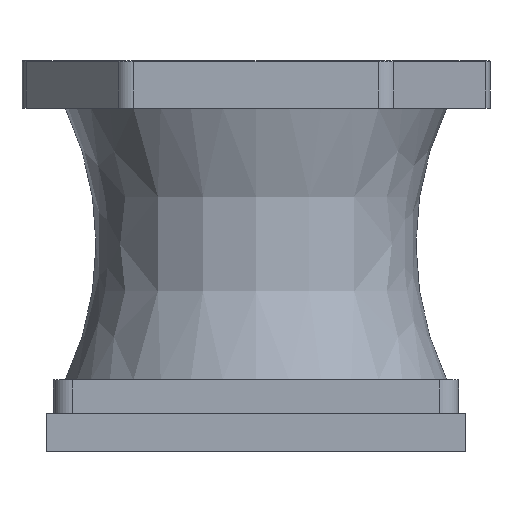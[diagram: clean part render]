
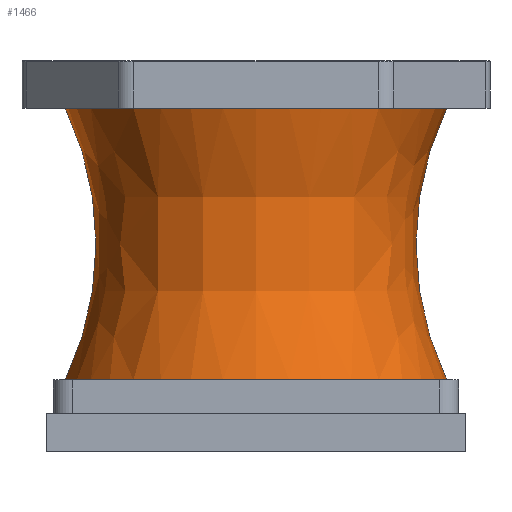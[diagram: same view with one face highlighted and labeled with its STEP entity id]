
A CAD part, front view. The second image highlights one B-rep face of the part: STEP entity #1466.
In plain terms, the highlighted free-form (B-spline) face has degree [3, 3] with [4, 4] control points.
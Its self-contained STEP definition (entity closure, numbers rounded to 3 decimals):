
#38 = AXIS2_PLACEMENT_3D ( 'NONE', #1460, #1921, #534 ) ;
#40 = AXIS2_PLACEMENT_3D ( 'NONE', #1750, #821, #505 ) ;
#54 = CARTESIAN_POINT ( 'NONE',  ( -2., -4., 3.6 ) ) ;
#60 = CARTESIAN_POINT ( 'NONE',  ( 0., 0., 0.75 ) ) ;
#64 = CARTESIAN_POINT ( 'NONE',  ( 2., -4., 0.75 ) ) ;
#73 = CARTESIAN_POINT ( 'NONE',  ( 2., -4., 3.6 ) ) ;
#137 = VERTEX_POINT ( 'NONE', #1622 ) ;
#148 = CARTESIAN_POINT ( 'NONE',  ( -2., 0., 3.6 ) ) ;
#165 = CIRCLE ( 'NONE', #38, 3.321 ) ;
#269 = EDGE_CURVE ( 'NONE', #1389, #1364, #1848, .T. ) ;
#305 = DIRECTION ( 'NONE',  ( -1., 0., 0. ) ) ;
#362 = DIRECTION ( 'NONE',  ( 1., 0., 0. ) ) ;
#373 =( BOUNDED_SURFACE ( )  B_SPLINE_SURFACE ( 3, 3, ( 
 ( #1771, #979, #64, #1449 ),
 ( #1125, #1745, #1160, #516 ),
 ( #660, #1583, #1469, #1304 ),
 ( #1277, #54, #73, #527 ) ),
 .UNSPECIFIED., .F., .F., .F. ) 
 B_SPLINE_SURFACE_WITH_KNOTS ( ( 4, 4 ),
 ( 4, 4 ),
 ( 0., 1. ),
 ( 0., 1. ),
 .UNSPECIFIED. ) 
 GEOMETRIC_REPRESENTATION_ITEM ( )  RATIONAL_B_SPLINE_SURFACE ( (
 ( 1., 0.333, 0.333, 1.),
 ( 0.936, 0.312, 0.312, 0.936),
 ( 0.936, 0.312, 0.312, 0.936),
 ( 1., 0.333, 0.333, 1.) ) ) 
 REPRESENTATION_ITEM ( '' )  SURFACE ( )  );
#459 = ORIENTED_EDGE ( 'NONE', *, *, #269, .F. ) ;
#505 = DIRECTION ( 'NONE',  ( 1., 0., 0. ) ) ;
#511 = ORIENTED_EDGE ( 'NONE', *, *, #826, .F. ) ;
#516 = CARTESIAN_POINT ( 'NONE',  ( 1.564, 0., 1.667 ) ) ;
#527 = CARTESIAN_POINT ( 'NONE',  ( 2., 0., 3.6 ) ) ;
#534 = DIRECTION ( 'NONE',  ( 1., 0., 0. ) ) ;
#574 = AXIS2_PLACEMENT_3D ( 'NONE', #60, #1281, #362 ) ;
#660 = CARTESIAN_POINT ( 'NONE',  ( -1.564, 0., 2.683 ) ) ;
#718 = ORIENTED_EDGE ( 'NONE', *, *, #1840, .F. ) ;
#739 = DIRECTION ( 'NONE',  ( 0., -1., 0. ) ) ;
#742 = AXIS2_PLACEMENT_3D ( 'NONE', #1701, #739, #305 ) ;
#808 = VERTEX_POINT ( 'NONE', #809 ) ;
#809 = CARTESIAN_POINT ( 'NONE',  ( 2., 0., 0.75 ) ) ;
#821 = DIRECTION ( 'NONE',  ( 0., 0., 1. ) ) ;
#826 = EDGE_CURVE ( 'NONE', #1364, #137, #917, .T. ) ;
#917 = CIRCLE ( 'NONE', #40, 2. ) ;
#979 = CARTESIAN_POINT ( 'NONE',  ( -2., -4., 0.75 ) ) ;
#1125 = CARTESIAN_POINT ( 'NONE',  ( -1.564, 0., 1.667 ) ) ;
#1160 = CARTESIAN_POINT ( 'NONE',  ( 1.564, -3.129, 1.667 ) ) ;
#1195 = CIRCLE ( 'NONE', #574, 2. ) ;
#1277 = CARTESIAN_POINT ( 'NONE',  ( -2., 0., 3.6 ) ) ;
#1281 = DIRECTION ( 'NONE',  ( 0., 0., -1. ) ) ;
#1304 = CARTESIAN_POINT ( 'NONE',  ( 1.564, 0., 2.683 ) ) ;
#1364 = VERTEX_POINT ( 'NONE', #148 ) ;
#1389 = VERTEX_POINT ( 'NONE', #1390 ) ;
#1390 = CARTESIAN_POINT ( 'NONE',  ( -2., 0., 0.75 ) ) ;
#1432 = FACE_OUTER_BOUND ( 'NONE', #1724, .T. ) ;
#1449 = CARTESIAN_POINT ( 'NONE',  ( 2., 0., 0.75 ) ) ;
#1460 = CARTESIAN_POINT ( 'NONE',  ( 5., 0., 2.175 ) ) ;
#1466 = ADVANCED_FACE ( 'NONE', ( #1432 ), #373, .F. ) ;
#1469 = CARTESIAN_POINT ( 'NONE',  ( 1.564, -3.129, 2.683 ) ) ;
#1476 = EDGE_CURVE ( 'NONE', #808, #137, #165, .T. ) ;
#1583 = CARTESIAN_POINT ( 'NONE',  ( -1.564, -3.129, 2.683 ) ) ;
#1622 = CARTESIAN_POINT ( 'NONE',  ( 2., 0., 3.6 ) ) ;
#1701 = CARTESIAN_POINT ( 'NONE',  ( -5., 0., 2.175 ) ) ;
#1724 = EDGE_LOOP ( 'NONE', ( #459, #718, #1800, #511 ) ) ;
#1745 = CARTESIAN_POINT ( 'NONE',  ( -1.564, -3.129, 1.667 ) ) ;
#1750 = CARTESIAN_POINT ( 'NONE',  ( 0., 0., 3.6 ) ) ;
#1771 = CARTESIAN_POINT ( 'NONE',  ( -2., 0., 0.75 ) ) ;
#1800 = ORIENTED_EDGE ( 'NONE', *, *, #1476, .T. ) ;
#1840 = EDGE_CURVE ( 'NONE', #808, #1389, #1195, .T. ) ;
#1848 = CIRCLE ( 'NONE', #742, 3.321 ) ;
#1921 = DIRECTION ( 'NONE',  ( 0., 1., 0. ) ) ;
